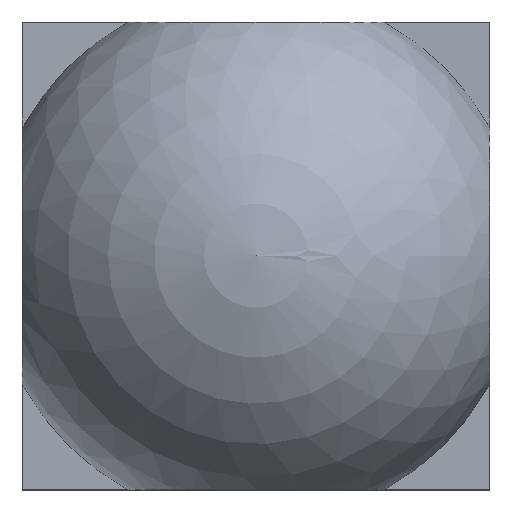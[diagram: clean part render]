
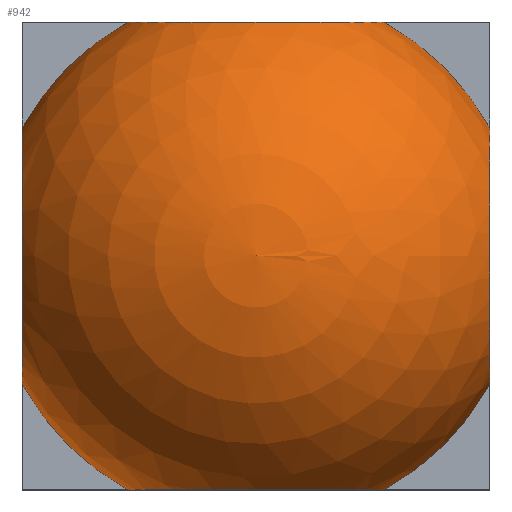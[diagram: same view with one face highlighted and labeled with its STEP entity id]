
A CAD part, top view. The second image highlights one B-rep face of the part: STEP entity #942.
In plain terms, the highlighted spherical face has radius 2.85 mm.
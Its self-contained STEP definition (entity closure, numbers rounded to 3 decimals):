
#310 = EDGE_CURVE('',#311,#313,#315,.T.);
#311 = VERTEX_POINT('',#312);
#312 = CARTESIAN_POINT('',(-1.368,-2.5,0.73));
#313 = VERTEX_POINT('',#314);
#314 = CARTESIAN_POINT('',(1.368,-2.5,0.73));
#315 = CIRCLE('',#316,1.368);
#316 = AXIS2_PLACEMENT_3D('',#317,#318,#319);
#317 = CARTESIAN_POINT('',(0.,-2.5,0.73));
#318 = DIRECTION('',(0.,1.,0.));
#319 = DIRECTION('',(0.,0.,1.));
#375 = EDGE_CURVE('',#376,#378,#380,.T.);
#376 = VERTEX_POINT('',#377);
#377 = CARTESIAN_POINT('',(-2.5,1.368,0.73));
#378 = VERTEX_POINT('',#379);
#379 = CARTESIAN_POINT('',(-2.5,-1.368,0.73));
#380 = CIRCLE('',#381,1.368);
#381 = AXIS2_PLACEMENT_3D('',#382,#383,#384);
#382 = CARTESIAN_POINT('',(-2.5,0.,0.73));
#383 = DIRECTION('',(1.,0.,-0.));
#384 = DIRECTION('',(0.,0.,1.));
#416 = EDGE_CURVE('',#417,#419,#421,.T.);
#417 = VERTEX_POINT('',#418);
#418 = CARTESIAN_POINT('',(2.5,0.,2.098));
#419 = VERTEX_POINT('',#420);
#420 = CARTESIAN_POINT('',(2.5,1.368,0.73));
#421 = CIRCLE('',#422,1.368);
#422 = AXIS2_PLACEMENT_3D('',#423,#424,#425);
#423 = CARTESIAN_POINT('',(2.5,0.,0.73));
#424 = DIRECTION('',(-1.,0.,0.));
#425 = DIRECTION('',(0.,0.,-1.));
#427 = EDGE_CURVE('',#428,#417,#430,.T.);
#428 = VERTEX_POINT('',#429);
#429 = CARTESIAN_POINT('',(2.5,-1.368,0.73));
#430 = CIRCLE('',#431,1.368);
#431 = AXIS2_PLACEMENT_3D('',#432,#433,#434);
#432 = CARTESIAN_POINT('',(2.5,0.,0.73));
#433 = DIRECTION('',(-1.,0.,0.));
#434 = DIRECTION('',(0.,0.,-1.));
#942 = ADVANCED_FACE('',(#943),#998,.T.);
#943 = FACE_BOUND('',#944,.F.);
#944 = EDGE_LOOP('',(#945,#946,#955,#956,#957,#964,#965,#972,#973,#982,
    #991));
#945 = ORIENTED_EDGE('',*,*,#416,.F.);
#946 = ORIENTED_EDGE('',*,*,#947,.T.);
#947 = EDGE_CURVE('',#417,#948,#950,.T.);
#948 = VERTEX_POINT('',#949);
#949 = CARTESIAN_POINT('',(0.,0.,3.58));
#950 = CIRCLE('',#951,2.85);
#951 = AXIS2_PLACEMENT_3D('',#952,#953,#954);
#952 = CARTESIAN_POINT('',(0.,0.,0.73));
#953 = DIRECTION('',(0.,-1.,0.));
#954 = DIRECTION('',(1.,0.,0.));
#955 = ORIENTED_EDGE('',*,*,#947,.F.);
#956 = ORIENTED_EDGE('',*,*,#427,.F.);
#957 = ORIENTED_EDGE('',*,*,#958,.T.);
#958 = EDGE_CURVE('',#428,#313,#959,.T.);
#959 = CIRCLE('',#960,2.85);
#960 = AXIS2_PLACEMENT_3D('',#961,#962,#963);
#961 = CARTESIAN_POINT('',(0.,0.,0.73));
#962 = DIRECTION('',(0.,0.,-1.));
#963 = DIRECTION('',(1.,0.,0.));
#964 = ORIENTED_EDGE('',*,*,#310,.F.);
#965 = ORIENTED_EDGE('',*,*,#966,.T.);
#966 = EDGE_CURVE('',#311,#378,#967,.T.);
#967 = CIRCLE('',#968,2.85);
#968 = AXIS2_PLACEMENT_3D('',#969,#970,#971);
#969 = CARTESIAN_POINT('',(0.,0.,0.73));
#970 = DIRECTION('',(0.,0.,-1.));
#971 = DIRECTION('',(1.,0.,0.));
#972 = ORIENTED_EDGE('',*,*,#375,.F.);
#973 = ORIENTED_EDGE('',*,*,#974,.T.);
#974 = EDGE_CURVE('',#376,#975,#977,.T.);
#975 = VERTEX_POINT('',#976);
#976 = CARTESIAN_POINT('',(-1.368,2.5,0.73));
#977 = CIRCLE('',#978,2.85);
#978 = AXIS2_PLACEMENT_3D('',#979,#980,#981);
#979 = CARTESIAN_POINT('',(0.,0.,0.73));
#980 = DIRECTION('',(0.,0.,-1.));
#981 = DIRECTION('',(1.,0.,0.));
#982 = ORIENTED_EDGE('',*,*,#983,.F.);
#983 = EDGE_CURVE('',#984,#975,#986,.T.);
#984 = VERTEX_POINT('',#985);
#985 = CARTESIAN_POINT('',(1.368,2.5,0.73));
#986 = CIRCLE('',#987,1.368);
#987 = AXIS2_PLACEMENT_3D('',#988,#989,#990);
#988 = CARTESIAN_POINT('',(0.,2.5,0.73));
#989 = DIRECTION('',(0.,-1.,0.));
#990 = DIRECTION('',(0.,0.,-1.));
#991 = ORIENTED_EDGE('',*,*,#992,.T.);
#992 = EDGE_CURVE('',#984,#419,#993,.T.);
#993 = CIRCLE('',#994,2.85);
#994 = AXIS2_PLACEMENT_3D('',#995,#996,#997);
#995 = CARTESIAN_POINT('',(0.,0.,0.73));
#996 = DIRECTION('',(0.,0.,-1.));
#997 = DIRECTION('',(1.,0.,0.));
#998 = SPHERICAL_SURFACE('',#999,2.85);
#999 = AXIS2_PLACEMENT_3D('',#1000,#1001,#1002);
#1000 = CARTESIAN_POINT('',(0.,0.,0.73));
#1001 = DIRECTION('',(0.,0.,1.));
#1002 = DIRECTION('',(1.,0.,0.));
